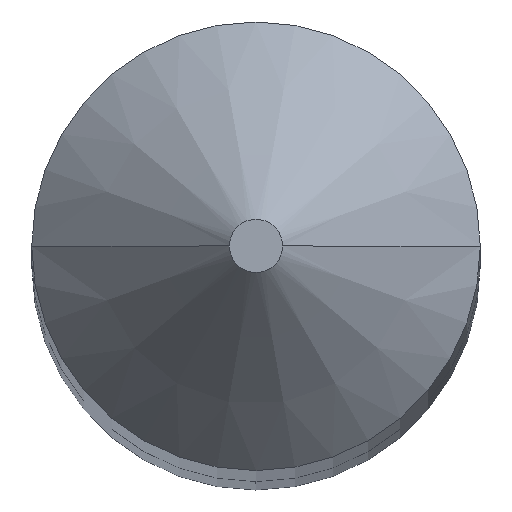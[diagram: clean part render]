
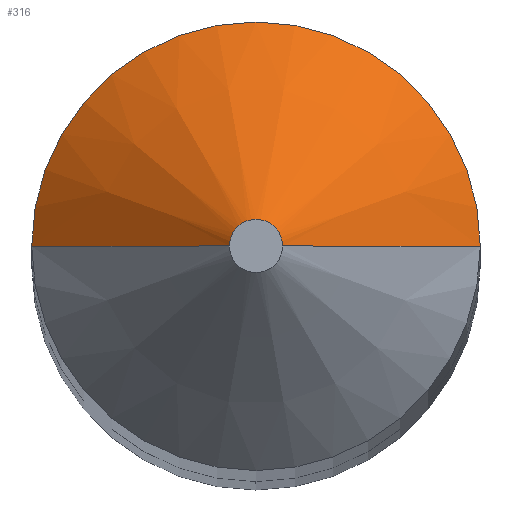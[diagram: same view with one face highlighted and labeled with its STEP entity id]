
A CAD part, top view. The second image highlights one B-rep face of the part: STEP entity #316.
In plain terms, the highlighted conical face has half-angle 45 degrees and reference radius 0.9 mm.
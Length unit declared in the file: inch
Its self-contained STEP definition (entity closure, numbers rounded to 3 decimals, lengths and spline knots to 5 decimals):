
#8 = EDGE_CURVE ( 'NONE', #80, #282, #181, .T. ) ;
#13 = CARTESIAN_POINT ( 'NONE',  ( 0., 0., 0. ) ) ;
#20 = VECTOR ( 'NONE', #23, 39.37008 ) ;
#23 = DIRECTION ( 'NONE',  ( 0.707, 0., -0.707 ) ) ;
#33 = CARTESIAN_POINT ( 'NONE',  ( 0., 0., -0.03125 ) ) ;
#36 = CIRCLE ( 'NONE', #326, 0.0042 ) ;
#42 = EDGE_CURVE ( 'NONE', #342, #80, #113, .T. ) ;
#51 = DIRECTION ( 'NONE',  ( 1., 0., 0. ) ) ;
#66 = ORIENTED_EDGE ( 'NONE', *, *, #42, .T. ) ;
#74 = ORIENTED_EDGE ( 'NONE', *, *, #182, .F. ) ;
#78 = EDGE_CURVE ( 'NONE', #364, #282, #140, .T. ) ;
#80 = VERTEX_POINT ( 'NONE', #196 ) ;
#86 = CONICAL_SURFACE ( 'NONE', #303, 0.03545, 0.785 ) ;
#110 = CARTESIAN_POINT ( 'NONE',  ( -0.03545, 0., -0.03125 ) ) ;
#113 = LINE ( 'NONE', #348, #20 ) ;
#140 = LINE ( 'NONE', #110, #369 ) ;
#148 = EDGE_LOOP ( 'NONE', ( #74, #66, #277, #385 ) ) ;
#149 = CARTESIAN_POINT ( 'NONE',  ( -0.03545, 0., -0.03125 ) ) ;
#181 = CIRCLE ( 'NONE', #226, 0.03545 ) ;
#182 = EDGE_CURVE ( 'NONE', #342, #364, #36, .T. ) ;
#196 = CARTESIAN_POINT ( 'NONE',  ( 0.03545, 0., -0.03125 ) ) ;
#199 = DIRECTION ( 'NONE',  ( 0., 0., 1. ) ) ;
#226 = AXIS2_PLACEMENT_3D ( 'NONE', #229, #199, #287 ) ;
#228 = DIRECTION ( 'NONE',  ( -0.707, 0., -0.707 ) ) ;
#229 = CARTESIAN_POINT ( 'NONE',  ( 0., 0., -0.03125 ) ) ;
#237 = FACE_OUTER_BOUND ( 'NONE', #148, .T. ) ;
#265 = DIRECTION ( 'NONE',  ( 0., 0., -1. ) ) ;
#277 = ORIENTED_EDGE ( 'NONE', *, *, #8, .T. ) ;
#282 = VERTEX_POINT ( 'NONE', #149 ) ;
#287 = DIRECTION ( 'NONE',  ( 1., 0., 0. ) ) ;
#303 = AXIS2_PLACEMENT_3D ( 'NONE', #33, #265, #381 ) ;
#316 = ADVANCED_FACE ( 'NONE', ( #237 ), #86, .T. ) ;
#326 = AXIS2_PLACEMENT_3D ( 'NONE', #13, #371, #51 ) ;
#342 = VERTEX_POINT ( 'NONE', #357 ) ;
#348 = CARTESIAN_POINT ( 'NONE',  ( 0.03545, 0., -0.03125 ) ) ;
#357 = CARTESIAN_POINT ( 'NONE',  ( 0.0042, 0., 0. ) ) ;
#364 = VERTEX_POINT ( 'NONE', #379 ) ;
#369 = VECTOR ( 'NONE', #228, 39.37008 ) ;
#371 = DIRECTION ( 'NONE',  ( 0., 0., 1. ) ) ;
#379 = CARTESIAN_POINT ( 'NONE',  ( -0.0042, 0., 0. ) ) ;
#381 = DIRECTION ( 'NONE',  ( -1., 0., 0. ) ) ;
#385 = ORIENTED_EDGE ( 'NONE', *, *, #78, .F. ) ;
